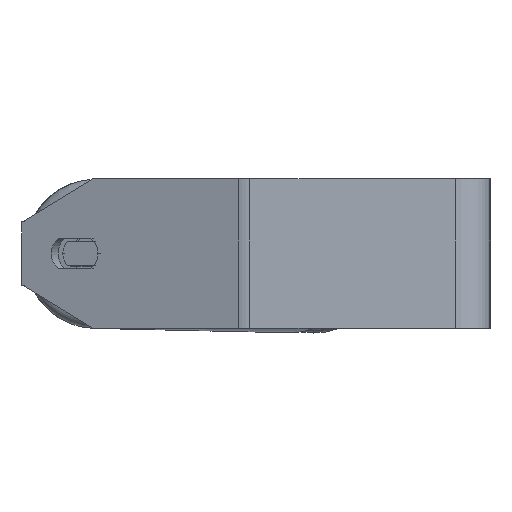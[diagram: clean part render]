
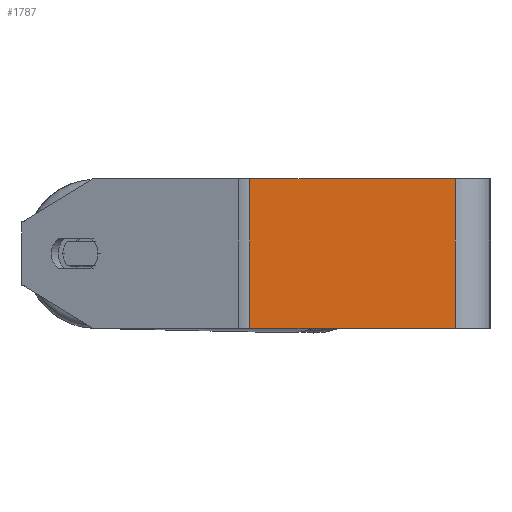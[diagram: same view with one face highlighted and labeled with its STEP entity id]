
A CAD part, left-side view. The second image highlights one B-rep face of the part: STEP entity #1787.
In plain terms, the highlighted planar face has unit normal (-1, 0, 0).
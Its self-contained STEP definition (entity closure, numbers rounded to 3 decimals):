
#370 = DIRECTION ( 'NONE',  ( 0., 0., -1. ) ) ;
#392 = CARTESIAN_POINT ( 'NONE',  ( -415., 99.033, -30. ) ) ;
#436 = PLANE ( 'NONE',  #8107 ) ;
#450 = ORIENTED_EDGE ( 'NONE', *, *, #1366, .F. ) ;
#977 = EDGE_CURVE ( 'NONE', #5216, #3591, #6086, .T. ) ;
#1119 = DIRECTION ( 'NONE',  ( 0., -1., 0. ) ) ;
#1146 = VECTOR ( 'NONE', #3276, 1000. ) ;
#1359 = EDGE_LOOP ( 'NONE', ( #3990, #3968, #450, #5450 ) ) ;
#1366 = EDGE_CURVE ( 'NONE', #5216, #7856, #3004, .T. ) ;
#1787 = ADVANCED_FACE ( 'NONE', ( #6550 ), #436, .F. ) ;
#1792 = CARTESIAN_POINT ( 'NONE',  ( -415., 99.033, 30. ) ) ;
#2248 = EDGE_CURVE ( 'NONE', #3591, #6100, #6467, .T. ) ;
#2290 = CARTESIAN_POINT ( 'NONE',  ( -415., 96.565, -30. ) ) ;
#2618 = CARTESIAN_POINT ( 'NONE',  ( -415., 14., 30. ) ) ;
#3004 = LINE ( 'NONE', #1792, #3302 ) ;
#3276 = DIRECTION ( 'NONE',  ( 0., 0., -1. ) ) ;
#3277 = CARTESIAN_POINT ( 'NONE',  ( -415., 96.565, 30. ) ) ;
#3302 = VECTOR ( 'NONE', #7216, 1000. ) ;
#3357 = DIRECTION ( 'NONE',  ( 0., 1., 0. ) ) ;
#3591 = VERTEX_POINT ( 'NONE', #2290 ) ;
#3968 = ORIENTED_EDGE ( 'NONE', *, *, #8780, .F. ) ;
#3990 = ORIENTED_EDGE ( 'NONE', *, *, #2248, .T. ) ;
#5216 = VERTEX_POINT ( 'NONE', #3277 ) ;
#5450 = ORIENTED_EDGE ( 'NONE', *, *, #977, .T. ) ;
#5712 = VECTOR ( 'NONE', #1119, 1000. ) ;
#6086 = LINE ( 'NONE', #6803, #1146 ) ;
#6100 = VERTEX_POINT ( 'NONE', #7997 ) ;
#6467 = LINE ( 'NONE', #392, #5712 ) ;
#6491 = LINE ( 'NONE', #8346, #7487 ) ;
#6550 = FACE_OUTER_BOUND ( 'NONE', #1359, .T. ) ;
#6728 = DIRECTION ( 'NONE',  ( 1., 0., 0. ) ) ;
#6803 = CARTESIAN_POINT ( 'NONE',  ( -415., 96.565, 30. ) ) ;
#7216 = DIRECTION ( 'NONE',  ( 0., -1., 0. ) ) ;
#7487 = VECTOR ( 'NONE', #370, 1000. ) ;
#7856 = VERTEX_POINT ( 'NONE', #2618 ) ;
#7920 = CARTESIAN_POINT ( 'NONE',  ( -415., 99.033, 30. ) ) ;
#7997 = CARTESIAN_POINT ( 'NONE',  ( -415., 14., -30. ) ) ;
#8107 = AXIS2_PLACEMENT_3D ( 'NONE', #7920, #6728, #3357 ) ;
#8346 = CARTESIAN_POINT ( 'NONE',  ( -415., 14., 30. ) ) ;
#8780 = EDGE_CURVE ( 'NONE', #7856, #6100, #6491, .T. ) ;
